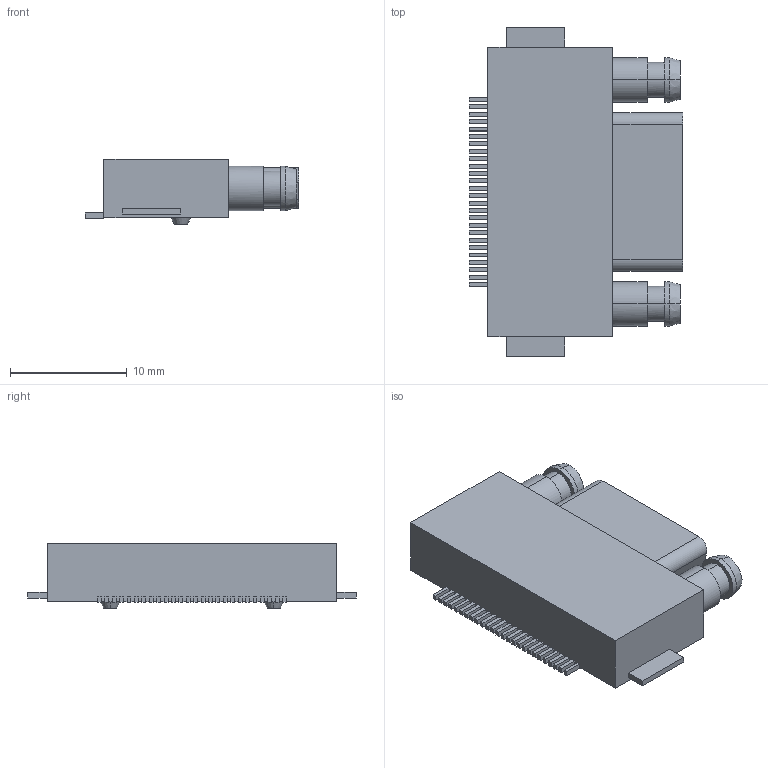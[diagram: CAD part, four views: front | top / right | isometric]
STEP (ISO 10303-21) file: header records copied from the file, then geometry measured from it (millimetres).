
FILE_DESCRIPTION(/* description */ (''),/* implementation_level */ '2;1');
FILE_NAME(/* name */ '12226-8250',/* time_stamp */ '2006-08-22T11:03:22-05:00',/* author */ (''),/* organization */ (''),/* preprocessor_version */ 'ST-DEVELOPER v9',/* originating_system */ 'UGS - NX 3.0',/* authorisation */ '');
FILE_SCHEMA (('CONFIG_CONTROL_DESIGN'));
Length unit declared in the file: millimetre
Products named in the file (1): a0ttBBD6ehe3
Bounding box: 18.3 x 28.2 x 5.6 mm (x, y, z)
Volume: 1655.8 mm3; surface area: 1594.5 mm2
Topology: 1 solids, 1 shells, 331 faces, 883 edges, 570 vertices
Faces by surface type: plane 301, cylinder 22, cone 8
Entity records: 10275 total; most frequent: CARTESIAN_POINT 2081, ORIENTED_EDGE 1766, DIRECTION 1491, EDGE_CURVE 883, LINE 819, VECTOR 819, VERTEX_POINT 570, EDGE_LOOP 347
